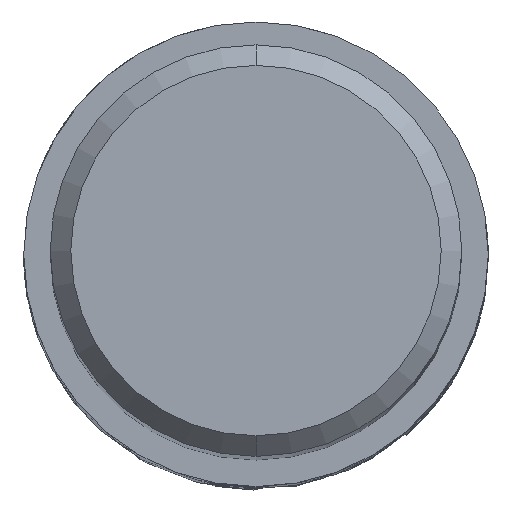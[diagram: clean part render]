
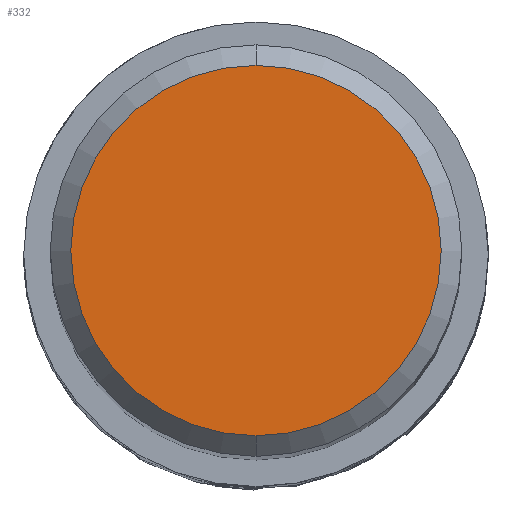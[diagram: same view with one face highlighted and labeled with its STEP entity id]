
A CAD part, top view. The second image highlights one B-rep face of the part: STEP entity #332.
In plain terms, the highlighted planar face has unit normal (0, 0, 1).
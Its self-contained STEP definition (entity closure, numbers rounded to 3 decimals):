
#330=EDGE_CURVE('',#646,#700,#890,.T.);
#332=ADVANCED_FACE('',(#892),#893,.T.);
#646=VERTEX_POINT('',#1238);
#656=EDGE_CURVE('',#700,#646,#1250,.T.);
#700=VERTEX_POINT('',#1298);
#890=CIRCLE('',#1561,3.6);
#892=FACE_OUTER_BOUND('',#1563,.T.);
#893=PLANE('',#1564);
#1238=CARTESIAN_POINT('',(0.0,3.6,0.0));
#1250=CIRCLE('',#4094,3.6);
#1298=CARTESIAN_POINT('',(0.,-3.6,0.0));
#1561=AXIS2_PLACEMENT_3D('',#5132,#5133,#5134);
#1563=EDGE_LOOP('',(#5136,#5137));
#1564=AXIS2_PLACEMENT_3D('',#5138,#5139,#5140);
#4094=AXIS2_PLACEMENT_3D('',#5541,#5542,#5543);
#5132=CARTESIAN_POINT('',(0.0,0.0,0.0));
#5133=DIRECTION('',(0.0,0.0,-1.0));
#5134=DIRECTION('',(0.0,1.0,0.0));
#5136=ORIENTED_EDGE('',*,*,#330,.F.);
#5137=ORIENTED_EDGE('',*,*,#656,.F.);
#5138=CARTESIAN_POINT('',(0.0,1.8,0.0));
#5139=DIRECTION('',(-0.0,0.0,1.0));
#5140=DIRECTION('',(0.0,-1.0,0.0));
#5541=CARTESIAN_POINT('',(0.0,0.0,0.0));
#5542=DIRECTION('',(0.0,0.0,-1.0));
#5543=DIRECTION('',(0.0,1.0,0.0));
